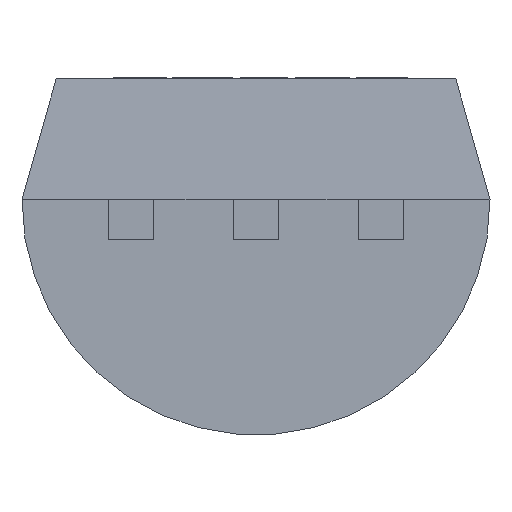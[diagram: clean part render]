
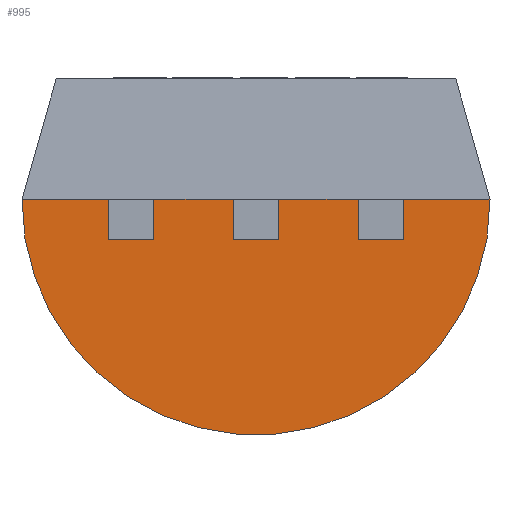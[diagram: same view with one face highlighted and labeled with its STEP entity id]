
A CAD part, front view. The second image highlights one B-rep face of the part: STEP entity #995.
In plain terms, the highlighted planar face has unit normal (0, -1, 0).
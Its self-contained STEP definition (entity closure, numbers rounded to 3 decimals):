
#103 = CARTESIAN_POINT ( 'NONE',  ( 1.04, 0., -0.395 ) ) ;
#116 = DIRECTION ( 'NONE',  ( 1., 0., 0. ) ) ;
#123 = DIRECTION ( 'NONE',  ( 0., 1., 0. ) ) ;
#169 = CARTESIAN_POINT ( 'NONE',  ( -1.5, 0., -0.395 ) ) ;
#176 = LINE ( 'NONE', #1562, #6214 ) ;
#191 = VECTOR ( 'NONE', #2873, 1000. ) ;
#227 = ORIENTED_EDGE ( 'NONE', *, *, #1033, .F. ) ;
#280 = FACE_OUTER_BOUND ( 'NONE', #5333, .T. ) ;
#320 = DIRECTION ( 'NONE',  ( -1., 0., 0. ) ) ;
#394 = VERTEX_POINT ( 'NONE', #5743 ) ;
#446 = CARTESIAN_POINT ( 'NONE',  ( 2.38, 0., 0.015 ) ) ;
#540 = AXIS2_PLACEMENT_3D ( 'NONE', #3791, #4855, #1883 ) ;
#596 = EDGE_CURVE ( 'NONE', #1696, #2524, #3356, .T. ) ;
#670 = EDGE_CURVE ( 'NONE', #4265, #6177, #1072, .T. ) ;
#719 = DIRECTION ( 'NONE',  ( -1., 0., 0. ) ) ;
#724 = ORIENTED_EDGE ( 'NONE', *, *, #3873, .F. ) ;
#802 = PLANE ( 'NONE',  #540 ) ;
#822 = ORIENTED_EDGE ( 'NONE', *, *, #2123, .F. ) ;
#826 = CARTESIAN_POINT ( 'NONE',  ( 2.38, 0., 0.015 ) ) ;
#955 = LINE ( 'NONE', #4335, #4666 ) ;
#995 = ADVANCED_FACE ( 'NONE', ( #280 ), #802, .F. ) ;
#1033 = EDGE_CURVE ( 'NONE', #3546, #3471, #955, .T. ) ;
#1072 = LINE ( 'NONE', #3027, #5869 ) ;
#1086 = LINE ( 'NONE', #5571, #1980 ) ;
#1094 = ORIENTED_EDGE ( 'NONE', *, *, #2080, .T. ) ;
#1105 = DIRECTION ( 'NONE',  ( 1., 0., 0. ) ) ;
#1322 = ORIENTED_EDGE ( 'NONE', *, *, #596, .F. ) ;
#1437 = EDGE_CURVE ( 'NONE', #4499, #6278, #5630, .T. ) ;
#1483 = CARTESIAN_POINT ( 'NONE',  ( -0.23, 0., -0.395 ) ) ;
#1490 = CARTESIAN_POINT ( 'NONE',  ( -1.04, 0., 0.015 ) ) ;
#1494 = ORIENTED_EDGE ( 'NONE', *, *, #1927, .F. ) ;
#1562 = CARTESIAN_POINT ( 'NONE',  ( -1.04, 0., 0.015 ) ) ;
#1588 = LINE ( 'NONE', #5427, #5598 ) ;
#1628 = CARTESIAN_POINT ( 'NONE',  ( -1.04, 0., -0.395 ) ) ;
#1696 = VERTEX_POINT ( 'NONE', #103 ) ;
#1722 = CARTESIAN_POINT ( 'NONE',  ( 0.23, 0., 0.015 ) ) ;
#1815 = EDGE_CURVE ( 'NONE', #394, #5425, #1830, .T. ) ;
#1830 = LINE ( 'NONE', #4742, #4570 ) ;
#1883 = DIRECTION ( 'NONE',  ( 0., 0., 1. ) ) ;
#1927 = EDGE_CURVE ( 'NONE', #4499, #2262, #3540, .T. ) ;
#1972 = DIRECTION ( 'NONE',  ( 0., 0., -1. ) ) ;
#1980 = VECTOR ( 'NONE', #3042, 1000. ) ;
#2080 = EDGE_CURVE ( 'NONE', #4313, #6177, #3564, .T. ) ;
#2118 = CARTESIAN_POINT ( 'NONE',  ( 0., 0., 0. ) ) ;
#2123 = EDGE_CURVE ( 'NONE', #3471, #4881, #4522, .T. ) ;
#2161 = VECTOR ( 'NONE', #116, 1000. ) ;
#2214 = EDGE_CURVE ( 'NONE', #4313, #1696, #5120, .T. ) ;
#2262 = VERTEX_POINT ( 'NONE', #3008 ) ;
#2287 = ORIENTED_EDGE ( 'NONE', *, *, #1815, .T. ) ;
#2414 = ORIENTED_EDGE ( 'NONE', *, *, #2214, .F. ) ;
#2524 = VERTEX_POINT ( 'NONE', #3646 ) ;
#2583 = CARTESIAN_POINT ( 'NONE',  ( 0.23, 0., -0.395 ) ) ;
#2631 = ORIENTED_EDGE ( 'NONE', *, *, #4140, .F. ) ;
#2791 = CARTESIAN_POINT ( 'NONE',  ( 1.5, 0., 0.015 ) ) ;
#2873 = DIRECTION ( 'NONE',  ( 1., 0., 0. ) ) ;
#3008 = CARTESIAN_POINT ( 'NONE',  ( -2.38, 0., 0.015 ) ) ;
#3019 = DIRECTION ( 'NONE',  ( 0., 0., 1. ) ) ;
#3027 = CARTESIAN_POINT ( 'NONE',  ( 0.23, 0., 0.015 ) ) ;
#3042 = DIRECTION ( 'NONE',  ( 0., 0., 1. ) ) ;
#3057 = EDGE_CURVE ( 'NONE', #4561, #4265, #3648, .T. ) ;
#3090 = VECTOR ( 'NONE', #6126, 1000. ) ;
#3107 = CARTESIAN_POINT ( 'NONE',  ( 2.38, 0., 0.015 ) ) ;
#3356 = LINE ( 'NONE', #5338, #191 ) ;
#3471 = VERTEX_POINT ( 'NONE', #169 ) ;
#3540 = CIRCLE ( 'NONE', #4379, 2.38 ) ;
#3546 = VERTEX_POINT ( 'NONE', #5109 ) ;
#3564 = LINE ( 'NONE', #3107, #4851 ) ;
#3604 = ORIENTED_EDGE ( 'NONE', *, *, #1437, .T. ) ;
#3646 = CARTESIAN_POINT ( 'NONE',  ( 1.5, 0., -0.395 ) ) ;
#3648 = LINE ( 'NONE', #5629, #5160 ) ;
#3653 = ORIENTED_EDGE ( 'NONE', *, *, #3843, .F. ) ;
#3791 = CARTESIAN_POINT ( 'NONE',  ( 0., 0., -0.176 ) ) ;
#3843 = EDGE_CURVE ( 'NONE', #4881, #5425, #176, .T. ) ;
#3857 = DIRECTION ( 'NONE',  ( 0., 0., -1. ) ) ;
#3873 = EDGE_CURVE ( 'NONE', #2524, #6278, #1086, .T. ) ;
#4140 = EDGE_CURVE ( 'NONE', #394, #4561, #1588, .T. ) ;
#4145 = CARTESIAN_POINT ( 'NONE',  ( 1.04, 0., -0.395 ) ) ;
#4226 = CARTESIAN_POINT ( 'NONE',  ( -1.04, 0., -0.395 ) ) ;
#4265 = VERTEX_POINT ( 'NONE', #2583 ) ;
#4273 = ORIENTED_EDGE ( 'NONE', *, *, #3057, .F. ) ;
#4313 = VERTEX_POINT ( 'NONE', #5296 ) ;
#4335 = CARTESIAN_POINT ( 'NONE',  ( -1.5, 0., -0.395 ) ) ;
#4368 = VECTOR ( 'NONE', #719, 1000. ) ;
#4379 = AXIS2_PLACEMENT_3D ( 'NONE', #2118, #123, #3019 ) ;
#4499 = VERTEX_POINT ( 'NONE', #446 ) ;
#4522 = LINE ( 'NONE', #1628, #2161 ) ;
#4543 = VECTOR ( 'NONE', #6119, 1000. ) ;
#4561 = VERTEX_POINT ( 'NONE', #1483 ) ;
#4570 = VECTOR ( 'NONE', #320, 1000. ) ;
#4666 = VECTOR ( 'NONE', #3857, 1000. ) ;
#4724 = LINE ( 'NONE', #826, #4543 ) ;
#4742 = CARTESIAN_POINT ( 'NONE',  ( 2.38, 0., 0.015 ) ) ;
#4851 = VECTOR ( 'NONE', #5606, 1000. ) ;
#4855 = DIRECTION ( 'NONE',  ( 0., 1., 0. ) ) ;
#4881 = VERTEX_POINT ( 'NONE', #4226 ) ;
#5006 = ORIENTED_EDGE ( 'NONE', *, *, #670, .F. ) ;
#5033 = DIRECTION ( 'NONE',  ( 0., 0., 1. ) ) ;
#5109 = CARTESIAN_POINT ( 'NONE',  ( -1.5, 0., 0.015 ) ) ;
#5120 = LINE ( 'NONE', #4145, #3090 ) ;
#5128 = EDGE_CURVE ( 'NONE', #3546, #2262, #4724, .T. ) ;
#5139 = CARTESIAN_POINT ( 'NONE',  ( 2.38, 0., 0.015 ) ) ;
#5160 = VECTOR ( 'NONE', #1105, 1000. ) ;
#5296 = CARTESIAN_POINT ( 'NONE',  ( 1.04, 0., 0.015 ) ) ;
#5333 = EDGE_LOOP ( 'NONE', ( #1322, #2414, #1094, #5006, #4273, #2631, #2287, #3653, #822, #227, #6088, #1494, #3604, #724 ) ) ;
#5338 = CARTESIAN_POINT ( 'NONE',  ( 1.5, 0., -0.395 ) ) ;
#5425 = VERTEX_POINT ( 'NONE', #1490 ) ;
#5427 = CARTESIAN_POINT ( 'NONE',  ( -0.23, 0., -0.395 ) ) ;
#5571 = CARTESIAN_POINT ( 'NONE',  ( 1.5, 0., 0.015 ) ) ;
#5598 = VECTOR ( 'NONE', #1972, 1000. ) ;
#5606 = DIRECTION ( 'NONE',  ( -1., 0., 0. ) ) ;
#5629 = CARTESIAN_POINT ( 'NONE',  ( 0.23, 0., -0.395 ) ) ;
#5630 = LINE ( 'NONE', #5139, #4368 ) ;
#5640 = DIRECTION ( 'NONE',  ( 0., 0., 1. ) ) ;
#5743 = CARTESIAN_POINT ( 'NONE',  ( -0.23, 0., 0.015 ) ) ;
#5869 = VECTOR ( 'NONE', #5033, 1000. ) ;
#6088 = ORIENTED_EDGE ( 'NONE', *, *, #5128, .T. ) ;
#6119 = DIRECTION ( 'NONE',  ( -1., 0., 0. ) ) ;
#6126 = DIRECTION ( 'NONE',  ( 0., 0., -1. ) ) ;
#6177 = VERTEX_POINT ( 'NONE', #1722 ) ;
#6214 = VECTOR ( 'NONE', #5640, 1000. ) ;
#6278 = VERTEX_POINT ( 'NONE', #2791 ) ;
